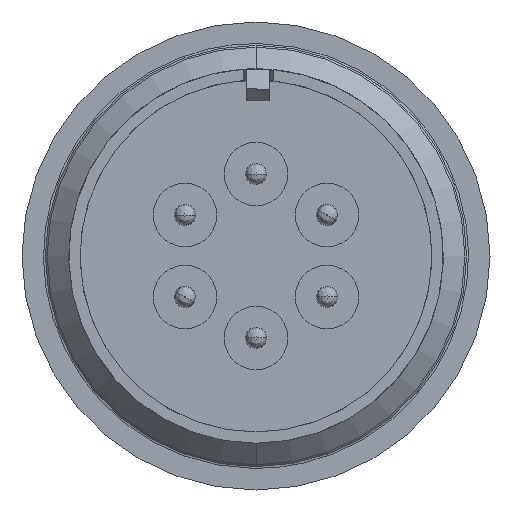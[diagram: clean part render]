
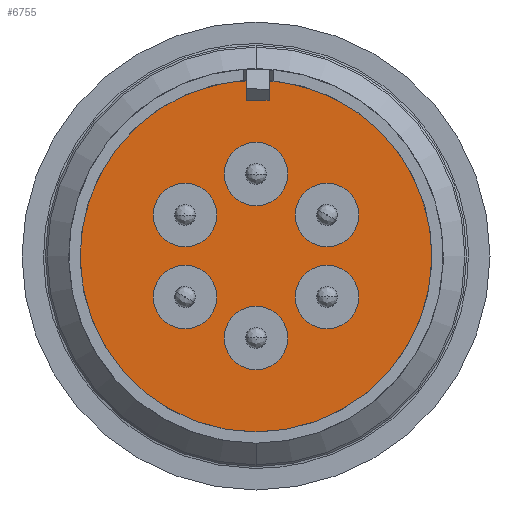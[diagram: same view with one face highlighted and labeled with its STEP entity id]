
A CAD part, front view. The second image highlights one B-rep face of the part: STEP entity #6755.
In plain terms, the highlighted planar face has unit normal (0, -1, 0).
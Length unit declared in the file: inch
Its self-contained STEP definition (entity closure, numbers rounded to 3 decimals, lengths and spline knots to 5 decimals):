
#49 = EDGE_CURVE ( 'NONE', #5628, #3874, #1524, .T. ) ;
#55 = EDGE_CURVE ( 'NONE', #5651, #3654, #1518, .T. ) ;
#130 = EDGE_CURVE ( 'NONE', #3828, #3575, #1438, .T. ) ;
#132 = EDGE_CURVE ( 'NONE', #3843, #3565, #1435, .T. ) ;
#154 = EDGE_CURVE ( 'NONE', #3616, #3585, #1413, .T. ) ;
#297 = AXIS2_PLACEMENT_3D ( 'NONE', #6011, #6010, #6009 ) ;
#302 = AXIS2_PLACEMENT_3D ( 'NONE', #6028, #6027, #6026 ) ;
#843 = CIRCLE ( 'NONE', #6689, 0.085 ) ;
#848 = CIRCLE ( 'NONE', #6691, 0.085 ) ;
#886 = CIRCLE ( 'NONE', #5359, 0.085 ) ;
#887 = CIRCLE ( 'NONE', #5360, 0.085 ) ;
#888 = CIRCLE ( 'NONE', #5361, 0.085 ) ;
#889 = CIRCLE ( 'NONE', #5362, 0.085 ) ;
#891 = CIRCLE ( 'NONE', #5363, 0.085 ) ;
#899 = CIRCLE ( 'NONE', #5358, 0.085 ) ;
#905 = CIRCLE ( 'NONE', #5365, 0.51 ) ;
#1068 = CARTESIAN_POINT ( 'NONE',  ( 0.18966, 0.39565, 0.1945 ) ) ;
#1083 = CARTESIAN_POINT ( 'NONE',  ( -0.18966, 0.39565, 0.1945 ) ) ;
#1089 = DIRECTION ( 'NONE',  ( 0., 0., -1. ) ) ;
#1090 = DIRECTION ( 'NONE',  ( 0., -1., 0. ) ) ;
#1091 = CARTESIAN_POINT ( 'NONE',  ( 0., 0.39565, 0.219 ) ) ;
#1104 = DIRECTION ( 'NONE',  ( 0., 0., -1. ) ) ;
#1105 = DIRECTION ( 'NONE',  ( 0., -1., 0. ) ) ;
#1106 = CARTESIAN_POINT ( 'NONE',  ( 0.18966, 0.39565, -0.1095 ) ) ;
#1413 = CIRCLE ( 'NONE', #6410, 0.51 ) ;
#1435 = CIRCLE ( 'NONE', #6420, 0.085 ) ;
#1438 = CIRCLE ( 'NONE', #6449, 0.085 ) ;
#1518 = CIRCLE ( 'NONE', #297, 0.085 ) ;
#1524 = CIRCLE ( 'NONE', #302, 0.085 ) ;
#1730 = FACE_BOUND ( 'NONE', #3454, .T. ) ;
#1731 = FACE_BOUND ( 'NONE', #3475, .T. ) ;
#1732 = FACE_BOUND ( 'NONE', #3450, .T. ) ;
#1734 = FACE_BOUND ( 'NONE', #3453, .T. ) ;
#1736 = FACE_BOUND ( 'NONE', #3446, .T. ) ;
#1742 = FACE_BOUND ( 'NONE', #3405, .T. ) ;
#1748 = FACE_OUTER_BOUND ( 'NONE', #3443, .T. ) ;
#2306 = EDGE_CURVE ( 'NONE', #3585, #3616, #905, .T. ) ;
#2313 = EDGE_CURVE ( 'NONE', #3874, #5628, #891, .T. ) ;
#2314 = EDGE_CURVE ( 'NONE', #3575, #3828, #889, .T. ) ;
#2315 = EDGE_CURVE ( 'NONE', #3565, #3843, #888, .T. ) ;
#2316 = EDGE_CURVE ( 'NONE', #3654, #5651, #887, .T. ) ;
#2317 = EDGE_CURVE ( 'NONE', #3622, #3679, #886, .T. ) ;
#2318 = EDGE_CURVE ( 'NONE', #3680, #3731, #899, .T. ) ;
#2362 = EDGE_CURVE ( 'NONE', #3731, #3680, #848, .T. ) ;
#2366 = EDGE_CURVE ( 'NONE', #3679, #3622, #843, .T. ) ;
#2611 = ORIENTED_EDGE ( 'NONE', *, *, #2314, .F. ) ;
#2619 = ORIENTED_EDGE ( 'NONE', *, *, #49, .F. ) ;
#2628 = ORIENTED_EDGE ( 'NONE', *, *, #2366, .F. ) ;
#2629 = ORIENTED_EDGE ( 'NONE', *, *, #55, .F. ) ;
#2660 = ORIENTED_EDGE ( 'NONE', *, *, #2316, .F. ) ;
#2679 = ORIENTED_EDGE ( 'NONE', *, *, #2362, .F. ) ;
#2701 = ORIENTED_EDGE ( 'NONE', *, *, #130, .F. ) ;
#2706 = ORIENTED_EDGE ( 'NONE', *, *, #2317, .F. ) ;
#2726 = ORIENTED_EDGE ( 'NONE', *, *, #2313, .F. ) ;
#2729 = ORIENTED_EDGE ( 'NONE', *, *, #154, .F. ) ;
#2803 = ORIENTED_EDGE ( 'NONE', *, *, #132, .F. ) ;
#2824 = ORIENTED_EDGE ( 'NONE', *, *, #2318, .F. ) ;
#2835 = ORIENTED_EDGE ( 'NONE', *, *, #2306, .F. ) ;
#2852 = ORIENTED_EDGE ( 'NONE', *, *, #2315, .F. ) ;
#2888 = CARTESIAN_POINT ( 'NONE',  ( 0.18966, 0.39565, -0.0245 ) ) ;
#2889 = CARTESIAN_POINT ( 'NONE',  ( 0., 0.39565, 0.134 ) ) ;
#2922 = CARTESIAN_POINT ( 'NONE',  ( -0.27466, 0.39565, -0.1095 ) ) ;
#3283 = AXIS2_PLACEMENT_3D ( 'NONE', #6954, #6955, #6956 ) ;
#3405 = EDGE_LOOP ( 'NONE', ( #2803, #2852 ) ) ;
#3443 = EDGE_LOOP ( 'NONE', ( #2729, #2835 ) ) ;
#3446 = EDGE_LOOP ( 'NONE', ( #2701, #2611 ) ) ;
#3450 = EDGE_LOOP ( 'NONE', ( #2619, #2726 ) ) ;
#3453 = EDGE_LOOP ( 'NONE', ( #2629, #2660 ) ) ;
#3454 = EDGE_LOOP ( 'NONE', ( #2679, #2824 ) ) ;
#3475 = EDGE_LOOP ( 'NONE', ( #2628, #2706 ) ) ;
#3565 = VERTEX_POINT ( 'NONE', #1083 ) ;
#3575 = VERTEX_POINT ( 'NONE', #1068 ) ;
#3585 = VERTEX_POINT ( 'NONE', #3943 ) ;
#3616 = VERTEX_POINT ( 'NONE', #3925 ) ;
#3622 = VERTEX_POINT ( 'NONE', #3918 ) ;
#3654 = VERTEX_POINT ( 'NONE', #2922 ) ;
#3679 = VERTEX_POINT ( 'NONE', #2889 ) ;
#3680 = VERTEX_POINT ( 'NONE', #2888 ) ;
#3731 = VERTEX_POINT ( 'NONE', #5037 ) ;
#3828 = VERTEX_POINT ( 'NONE', #4943 ) ;
#3843 = VERTEX_POINT ( 'NONE', #4923 ) ;
#3874 = VERTEX_POINT ( 'NONE', #4642 ) ;
#3918 = CARTESIAN_POINT ( 'NONE',  ( 0., 0.39565, 0.304 ) ) ;
#3925 = CARTESIAN_POINT ( 'NONE',  ( 0., 0.39565, 0.51 ) ) ;
#3943 = CARTESIAN_POINT ( 'NONE',  ( 0., 0.39565, -0.51 ) ) ;
#4343 = DIRECTION ( 'NONE',  ( 0., 0., 1. ) ) ;
#4344 = DIRECTION ( 'NONE',  ( 0., 1., 0. ) ) ;
#4345 = CARTESIAN_POINT ( 'NONE',  ( 0., 0.39565, 0. ) ) ;
#4440 = DIRECTION ( 'NONE',  ( 0., 0., -1. ) ) ;
#4441 = DIRECTION ( 'NONE',  ( 0., -1., 0. ) ) ;
#4442 = CARTESIAN_POINT ( 'NONE',  ( -0.18966, 0.39565, 0.1095 ) ) ;
#4448 = DIRECTION ( 'NONE',  ( 0., 0., -1. ) ) ;
#4449 = DIRECTION ( 'NONE',  ( 0., -1., 0. ) ) ;
#4450 = CARTESIAN_POINT ( 'NONE',  ( 0.18966, 0.39565, 0.1095 ) ) ;
#4561 = CARTESIAN_POINT ( 'NONE',  ( 0., 0.39565, -0.304 ) ) ;
#4642 = CARTESIAN_POINT ( 'NONE',  ( 0., 0.39565, -0.134 ) ) ;
#4644 = CARTESIAN_POINT ( 'NONE',  ( -0.10466, 0.39565, -0.1095 ) ) ;
#4923 = CARTESIAN_POINT ( 'NONE',  ( -0.18966, 0.39565, 0.0245 ) ) ;
#4943 = CARTESIAN_POINT ( 'NONE',  ( 0.18966, 0.39565, 0.0245 ) ) ;
#5037 = CARTESIAN_POINT ( 'NONE',  ( 0.18966, 0.39565, -0.1945 ) ) ;
#5090 = DIRECTION ( 'NONE',  ( 0., 0., -1. ) ) ;
#5091 = DIRECTION ( 'NONE',  ( 0., -1., 0. ) ) ;
#5092 = CARTESIAN_POINT ( 'NONE',  ( 0.18966, 0.39565, -0.1095 ) ) ;
#5095 = DIRECTION ( 'NONE',  ( 0., 0., -1. ) ) ;
#5096 = DIRECTION ( 'NONE',  ( 0., -1., 0. ) ) ;
#5099 = CARTESIAN_POINT ( 'NONE',  ( 0., 0.39565, 0.219 ) ) ;
#5100 = DIRECTION ( 'NONE',  ( 1., 0., 0. ) ) ;
#5101 = DIRECTION ( 'NONE',  ( 0., -1., 0. ) ) ;
#5102 = CARTESIAN_POINT ( 'NONE',  ( -0.18966, 0.39565, -0.1095 ) ) ;
#5104 = DIRECTION ( 'NONE',  ( 0., 0., -1. ) ) ;
#5106 = DIRECTION ( 'NONE',  ( 0., -1., 0. ) ) ;
#5108 = CARTESIAN_POINT ( 'NONE',  ( -0.18966, 0.39565, 0.1095 ) ) ;
#5110 = DIRECTION ( 'NONE',  ( 0., 0., -1. ) ) ;
#5111 = DIRECTION ( 'NONE',  ( 0., -1., 0. ) ) ;
#5116 = CARTESIAN_POINT ( 'NONE',  ( 0.18966, 0.39565, 0.1095 ) ) ;
#5120 = DIRECTION ( 'NONE',  ( 0., 0., -1. ) ) ;
#5121 = DIRECTION ( 'NONE',  ( 0., -1., 0. ) ) ;
#5122 = CARTESIAN_POINT ( 'NONE',  ( 0., 0.39565, -0.219 ) ) ;
#5138 = DIRECTION ( 'NONE',  ( 0., 0., 1. ) ) ;
#5139 = DIRECTION ( 'NONE',  ( 0., 1., 0. ) ) ;
#5140 = CARTESIAN_POINT ( 'NONE',  ( 0., 0.39565, 0. ) ) ;
#5358 = AXIS2_PLACEMENT_3D ( 'NONE', #5092, #5091, #5090 ) ;
#5359 = AXIS2_PLACEMENT_3D ( 'NONE', #5099, #5096, #5095 ) ;
#5360 = AXIS2_PLACEMENT_3D ( 'NONE', #5102, #5101, #5100 ) ;
#5361 = AXIS2_PLACEMENT_3D ( 'NONE', #5108, #5106, #5104 ) ;
#5362 = AXIS2_PLACEMENT_3D ( 'NONE', #5116, #5111, #5110 ) ;
#5363 = AXIS2_PLACEMENT_3D ( 'NONE', #5122, #5121, #5120 ) ;
#5365 = AXIS2_PLACEMENT_3D ( 'NONE', #5140, #5139, #5138 ) ;
#5628 = VERTEX_POINT ( 'NONE', #4561 ) ;
#5651 = VERTEX_POINT ( 'NONE', #4644 ) ;
#6009 = DIRECTION ( 'NONE',  ( 1., 0., 0. ) ) ;
#6010 = DIRECTION ( 'NONE',  ( 0., -1., 0. ) ) ;
#6011 = CARTESIAN_POINT ( 'NONE',  ( -0.18966, 0.39565, -0.1095 ) ) ;
#6026 = DIRECTION ( 'NONE',  ( 0., 0., -1. ) ) ;
#6027 = DIRECTION ( 'NONE',  ( 0., -1., 0. ) ) ;
#6028 = CARTESIAN_POINT ( 'NONE',  ( 0., 0.39565, -0.219 ) ) ;
#6410 = AXIS2_PLACEMENT_3D ( 'NONE', #4345, #4344, #4343 ) ;
#6420 = AXIS2_PLACEMENT_3D ( 'NONE', #4442, #4441, #4440 ) ;
#6449 = AXIS2_PLACEMENT_3D ( 'NONE', #4450, #4449, #4448 ) ;
#6689 = AXIS2_PLACEMENT_3D ( 'NONE', #1091, #1090, #1089 ) ;
#6691 = AXIS2_PLACEMENT_3D ( 'NONE', #1106, #1105, #1104 ) ;
#6755 = ADVANCED_FACE ( 'NONE', ( #1748, #1732, #1736, #1742, #1734, #1731, #1730 ), #6952, .F. ) ;
#6952 = PLANE ( 'NONE',  #3283 ) ;
#6954 = CARTESIAN_POINT ( 'NONE',  ( 0., 0.39565, 0. ) ) ;
#6955 = DIRECTION ( 'NONE',  ( 0., 1., 0. ) ) ;
#6956 = DIRECTION ( 'NONE',  ( 0., 0., 1. ) ) ;
